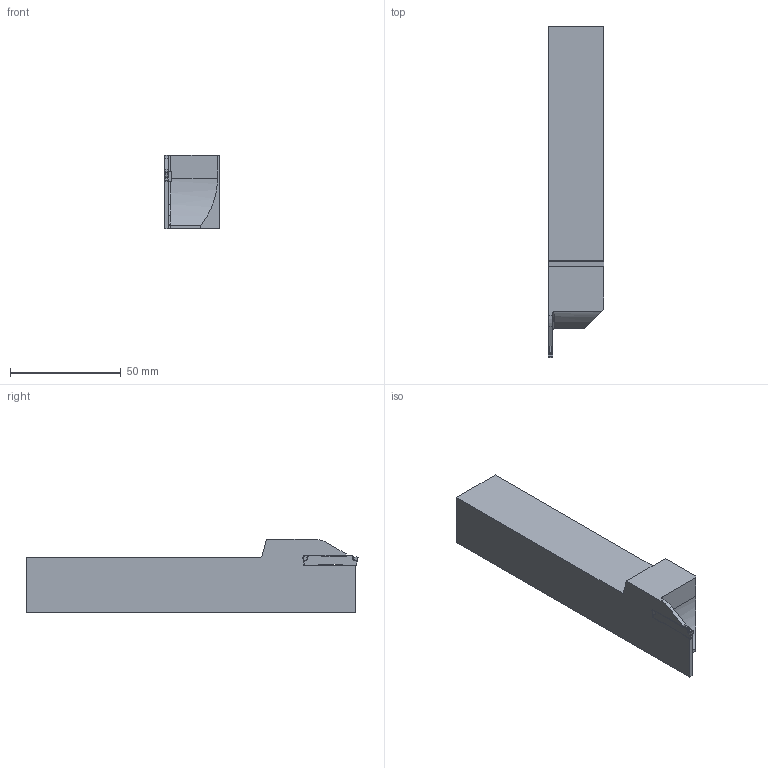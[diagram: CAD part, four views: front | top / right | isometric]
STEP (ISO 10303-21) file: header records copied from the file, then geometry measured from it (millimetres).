
FILE_DESCRIPTION(/* description */ (''),/* implementation_level */ '2;1');
FILE_NAME(/* name */ 'GL2-S2525MFL-20-80_1_sim.stp',/* time_stamp */ '2021-08-17T14:26:29+02:00',/* author */ (''),/* organization */ (''),/* preprocessor_version */ 'ST-DEVELOPER v16.7',/* originating_system */ 'SIEMENS PLM Software NX 12.0',/* authorisation */ '');
FILE_SCHEMA (('AUTOMOTIVE_DESIGN { 1 0 10303 214 3 1 1 1 }'));
Length unit declared in the file: millimetre
Products named in the file (1): hc720274B6E7yu9g
Bounding box: 25.05 x 150.03 x 33 mm (x, y, z)
Volume: 86509.8 mm3; surface area: 16351.5 mm2
Topology: 2 solids, 2 shells, 247 faces, 615 edges, 367 vertices
Faces by surface type: bspline 119, cylinder 67, plane 51, extrusion 6, sphere 3, torus 1
Entity records: 9207 total; most frequent: CARTESIAN_POINT 4360, ORIENTED_EDGE 1216, DIRECTION 707, EDGE_CURVE 608, VERTEX_POINT 365, AXIS2_PLACEMENT_3D 256, B_SPLINE_CURVE_WITH_KNOTS 248, ADVANCED_FACE 247
